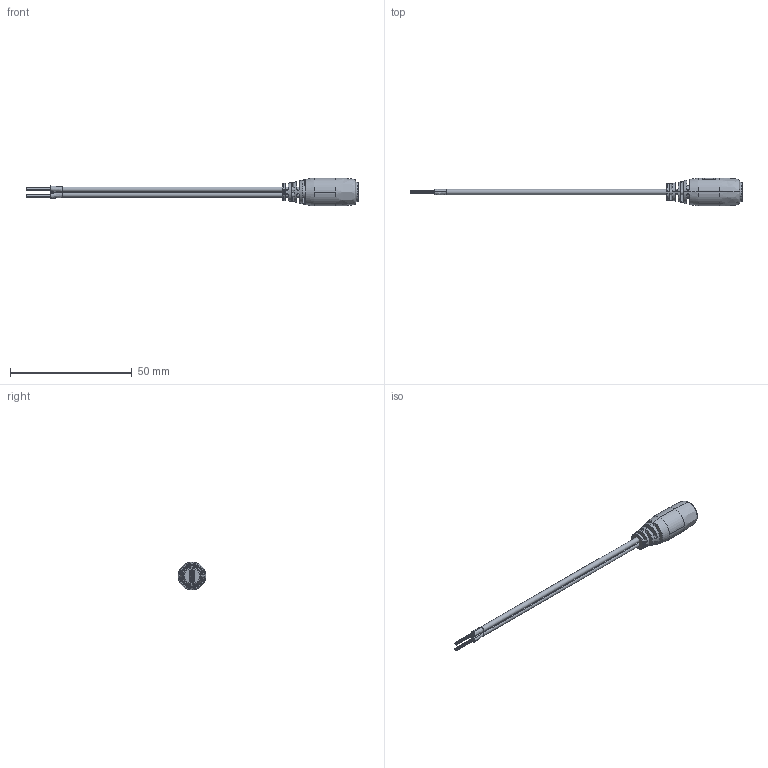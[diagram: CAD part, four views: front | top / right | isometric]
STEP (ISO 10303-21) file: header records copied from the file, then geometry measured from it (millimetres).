
FILE_DESCRIPTION (( 'STEP AP214' ), '1' );
FILE_NAME ('10-01778_revA1.STEP', '2016-04-07T00:00:33', ( 'Joel' ), ( 'Microsoft' ), 'SwSTEP 2.0', 'SolidWorks 2015', '' );
FILE_SCHEMA (( 'AUTOMOTIVE_DESIGN' ));
Length unit declared in the file: millimetre
Products named in the file (8): 30-00415_s+t; 50-00025; 50-00025 contact; 50-00025 shell; 50-00025 pin; 50-00025 insulator; 24-00004; 10-01778_revA1
Assembly tree (7 placements, depth 3):
  10-01778_revA1
    24-00004
    50-00025
      50-00025 insulator
      50-00025 pin
      50-00025 shell
      50-00025 contact
    30-00415_s+t
Bounding box: 136.56 x 11.4 x 11.4 mm (x, y, z)
Volume: 3108 mm3; surface area: 10386.2 mm2
Topology: 125 solids, 125 shells, 955 faces, 1860 edges, 1215 vertices
Faces by surface type: cylinder 419, plane 368, bspline 112, torus 37, cone 19
Entity records: 36747 total; most frequent: CARTESIAN_POINT 8987, DIRECTION 4158, ORIENTED_EDGE 3716, EDGE_CURVE 1858, AXIS2_PLACEMENT_3D 1821, VERTEX_POINT 1215, EDGE_LOOP 1039, CIRCLE 967
